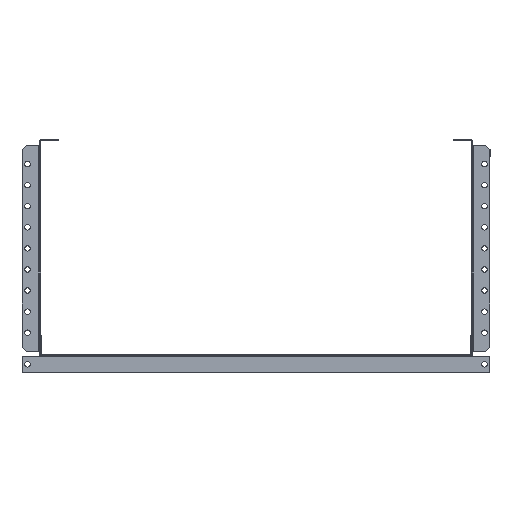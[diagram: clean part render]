
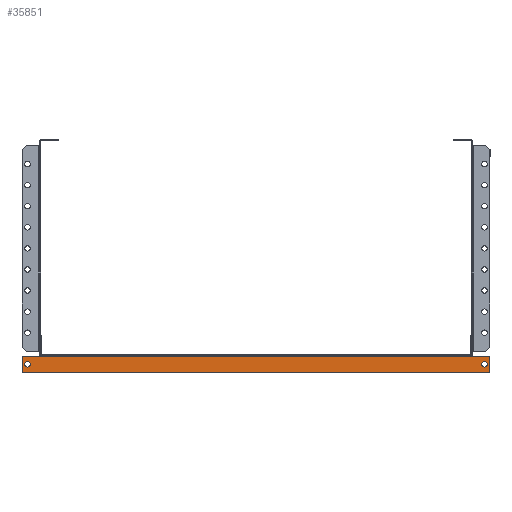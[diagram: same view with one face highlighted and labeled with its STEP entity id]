
A CAD part, left-side view. The second image highlights one B-rep face of the part: STEP entity #35851.
In plain terms, the highlighted planar face has unit normal (-1, 0, 0).
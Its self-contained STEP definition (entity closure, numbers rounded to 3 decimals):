
#208 = CARTESIAN_POINT ( 'NONE',  ( 0., 524.5, -11.5 ) ) ;
#384 = DIRECTION ( 'NONE',  ( 0., 1., 0. ) ) ;
#950 = AXIS2_PLACEMENT_3D ( 'NONE', #2546, #29139, #43947 ) ;
#1484 = LINE ( 'NONE', #32091, #33851 ) ;
#2232 = VECTOR ( 'NONE', #15545, 1000. ) ;
#2546 = CARTESIAN_POINT ( 'NONE',  ( 0., -17.5, -11.5 ) ) ;
#3350 = DIRECTION ( 'NONE',  ( 0., 0., 1. ) ) ;
#3392 = ORIENTED_EDGE ( 'NONE', *, *, #40034, .T. ) ;
#3996 = CARTESIAN_POINT ( 'NONE',  ( 0., 507., -2. ) ) ;
#4059 = CIRCLE ( 'NONE', #7233, 3.25 ) ;
#4380 = CARTESIAN_POINT ( 'NONE',  ( 0., 0., 0. ) ) ;
#4765 = EDGE_CURVE ( 'NONE', #5560, #16932, #4059, .T. ) ;
#5560 = VERTEX_POINT ( 'NONE', #39410 ) ;
#5618 = ORIENTED_EDGE ( 'NONE', *, *, #49493, .T. ) ;
#7233 = AXIS2_PLACEMENT_3D ( 'NONE', #35999, #16940, #25215 ) ;
#7968 = DIRECTION ( 'NONE',  ( 1., 0., 0. ) ) ;
#8036 = AXIS2_PLACEMENT_3D ( 'NONE', #208, #7968, #19530 ) ;
#8511 = LINE ( 'NONE', #3996, #2232 ) ;
#8712 = VERTEX_POINT ( 'NONE', #27184 ) ;
#8904 = ORIENTED_EDGE ( 'NONE', *, *, #49153, .T. ) ;
#8958 = CARTESIAN_POINT ( 'NONE',  ( 0., 0., -2. ) ) ;
#9139 = FACE_OUTER_BOUND ( 'NONE', #34614, .T. ) ;
#9439 = DIRECTION ( 'NONE',  ( 0., 1., 0. ) ) ;
#9570 = CARTESIAN_POINT ( 'NONE',  ( 0., 0., -2. ) ) ;
#9879 = CARTESIAN_POINT ( 'NONE',  ( 0., -24., -2. ) ) ;
#10969 = CARTESIAN_POINT ( 'NONE',  ( 0., 507., -2. ) ) ;
#11355 = EDGE_CURVE ( 'NONE', #16932, #5560, #12888, .T. ) ;
#11647 = LINE ( 'NONE', #34228, #19198 ) ;
#12143 = CIRCLE ( 'NONE', #950, 3.25 ) ;
#12149 = PLANE ( 'NONE',  #28844 ) ;
#12248 = ORIENTED_EDGE ( 'NONE', *, *, #22128, .T. ) ;
#12560 = CARTESIAN_POINT ( 'NONE',  ( 0., -17.5, -14.75 ) ) ;
#12744 = DIRECTION ( 'NONE',  ( 0., 0., 1. ) ) ;
#12888 = CIRCLE ( 'NONE', #8036, 3.25 ) ;
#13164 = LINE ( 'NONE', #40011, #23415 ) ;
#13490 = DIRECTION ( 'NONE',  ( 0., 0., -1. ) ) ;
#15124 = ORIENTED_EDGE ( 'NONE', *, *, #29958, .F. ) ;
#15447 = AXIS2_PLACEMENT_3D ( 'NONE', #43115, #35088, #12744 ) ;
#15545 = DIRECTION ( 'NONE',  ( 0., 1., 0. ) ) ;
#16815 = VERTEX_POINT ( 'NONE', #10969 ) ;
#16932 = VERTEX_POINT ( 'NONE', #23018 ) ;
#16940 = DIRECTION ( 'NONE',  ( 1., 0., 0. ) ) ;
#17958 = ORIENTED_EDGE ( 'NONE', *, *, #37579, .T. ) ;
#19196 = VECTOR ( 'NONE', #384, 1000. ) ;
#19198 = VECTOR ( 'NONE', #49539, 1000. ) ;
#19530 = DIRECTION ( 'NONE',  ( 0., 0., -1. ) ) ;
#19631 = EDGE_LOOP ( 'NONE', ( #17958, #31211 ) ) ;
#22128 = EDGE_CURVE ( 'NONE', #26812, #49621, #13164, .T. ) ;
#22490 = VERTEX_POINT ( 'NONE', #9570 ) ;
#23018 = CARTESIAN_POINT ( 'NONE',  ( 0., 524.5, -8.25 ) ) ;
#23212 = LINE ( 'NONE', #38523, #19196 ) ;
#23303 = VERTEX_POINT ( 'NONE', #28724 ) ;
#23415 = VECTOR ( 'NONE', #3350, 1000. ) ;
#23662 = ORIENTED_EDGE ( 'NONE', *, *, #47343, .T. ) ;
#23948 = CARTESIAN_POINT ( 'NONE',  ( 0., -17.5, -8.25 ) ) ;
#23965 = VECTOR ( 'NONE', #9439, 1000. ) ;
#24279 = CIRCLE ( 'NONE', #15447, 3.25 ) ;
#25215 = DIRECTION ( 'NONE',  ( 0., 0., -1. ) ) ;
#26812 = VERTEX_POINT ( 'NONE', #36025 ) ;
#27184 = CARTESIAN_POINT ( 'NONE',  ( 0., 531., -21. ) ) ;
#28724 = CARTESIAN_POINT ( 'NONE',  ( 0., 531., -2. ) ) ;
#28765 = LINE ( 'NONE', #8958, #23965 ) ;
#28844 = AXIS2_PLACEMENT_3D ( 'NONE', #4380, #35238, #35740 ) ;
#29139 = DIRECTION ( 'NONE',  ( 1., 0., 0. ) ) ;
#29958 = EDGE_CURVE ( 'NONE', #26812, #8712, #11647, .T. ) ;
#31211 = ORIENTED_EDGE ( 'NONE', *, *, #38810, .T. ) ;
#31217 = FACE_BOUND ( 'NONE', #19631, .T. ) ;
#32091 = CARTESIAN_POINT ( 'NONE',  ( 0., 531., -2. ) ) ;
#32182 = ORIENTED_EDGE ( 'NONE', *, *, #4765, .T. ) ;
#33851 = VECTOR ( 'NONE', #13490, 1000. ) ;
#34228 = CARTESIAN_POINT ( 'NONE',  ( 0., 507., -21. ) ) ;
#34614 = EDGE_LOOP ( 'NONE', ( #15124, #12248, #8904, #5618, #23662, #3392 ) ) ;
#35088 = DIRECTION ( 'NONE',  ( 1., 0., 0. ) ) ;
#35238 = DIRECTION ( 'NONE',  ( -1., 0., 0. ) ) ;
#35740 = DIRECTION ( 'NONE',  ( 0., 0., 1. ) ) ;
#35822 = EDGE_LOOP ( 'NONE', ( #32182, #36718 ) ) ;
#35851 = ADVANCED_FACE ( 'NONE', ( #39754, #31217, #9139 ), #12149, .T. ) ;
#35999 = CARTESIAN_POINT ( 'NONE',  ( 0., 524.5, -11.5 ) ) ;
#36025 = CARTESIAN_POINT ( 'NONE',  ( 0., -24., -21. ) ) ;
#36718 = ORIENTED_EDGE ( 'NONE', *, *, #11355, .T. ) ;
#37579 = EDGE_CURVE ( 'NONE', #43487, #48346, #12143, .T. ) ;
#38523 = CARTESIAN_POINT ( 'NONE',  ( 0., 0., -2. ) ) ;
#38810 = EDGE_CURVE ( 'NONE', #48346, #43487, #24279, .T. ) ;
#39410 = CARTESIAN_POINT ( 'NONE',  ( 0., 524.5, -14.75 ) ) ;
#39754 = FACE_BOUND ( 'NONE', #35822, .T. ) ;
#40011 = CARTESIAN_POINT ( 'NONE',  ( 0., -24., -2. ) ) ;
#40034 = EDGE_CURVE ( 'NONE', #23303, #8712, #1484, .T. ) ;
#43115 = CARTESIAN_POINT ( 'NONE',  ( 0., -17.5, -11.5 ) ) ;
#43487 = VERTEX_POINT ( 'NONE', #12560 ) ;
#43947 = DIRECTION ( 'NONE',  ( 0., 0., 1. ) ) ;
#47343 = EDGE_CURVE ( 'NONE', #16815, #23303, #8511, .T. ) ;
#48346 = VERTEX_POINT ( 'NONE', #23948 ) ;
#49153 = EDGE_CURVE ( 'NONE', #49621, #22490, #28765, .T. ) ;
#49493 = EDGE_CURVE ( 'NONE', #22490, #16815, #23212, .T. ) ;
#49539 = DIRECTION ( 'NONE',  ( 0., 1., 0. ) ) ;
#49621 = VERTEX_POINT ( 'NONE', #9879 ) ;
